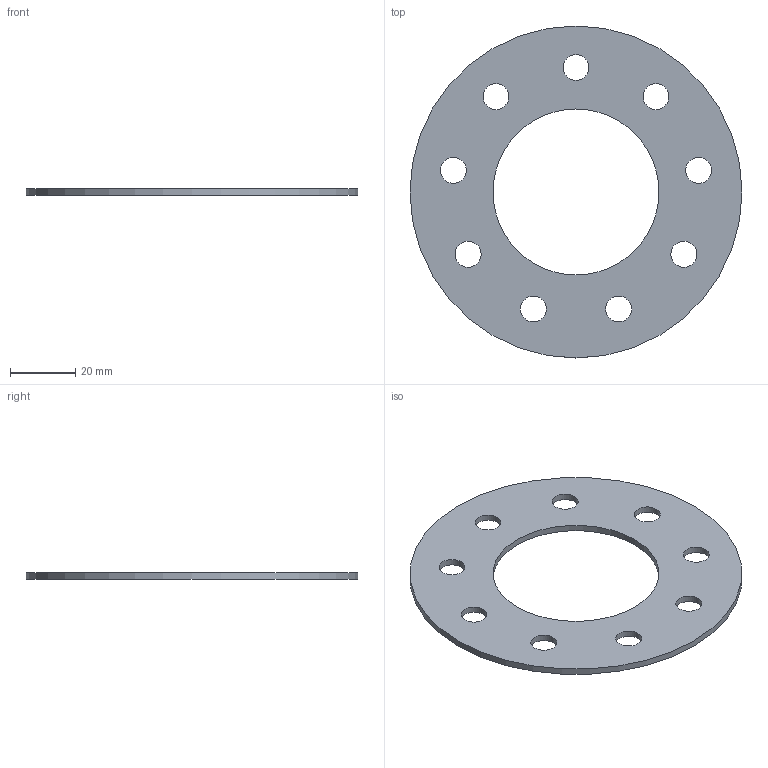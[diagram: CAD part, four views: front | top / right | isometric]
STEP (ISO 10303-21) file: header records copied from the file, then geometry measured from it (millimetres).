
FILE_DESCRIPTION(/* description */ (''),/* implementation_level */ '2;1');
FILE_NAME(/* name */ 'Spacer 1in - 2mm.step',/* time_stamp */ '2023-05-22T21:15:27-04:00',/* author */ (''),/* organization */ (''),/* preprocessor_version */ 'ST-DEVELOPER v19.2',/* originating_system */ 'Autodesk Translation Framework v12.4.0.73',/* authorisation */ '');
FILE_SCHEMA (('AUTOMOTIVE_DESIGN { 1 0 10303 214 3 1 1 }'));
Length unit declared in the file: millimetre
Products named in the file (1): Spacer 1in - 2mm
Bounding box: 101.6 x 101.6 x 2 mm (x, y, z)
Volume: 11270.3 mm3; surface area: 12676.7 mm2
Topology: 1 solids, 1 shells, 13 faces, 33 edges, 22 vertices
Faces by surface type: cylinder 11, plane 2
Full cylindrical faces by diameter (mm): 7.938 x9, 50.8 x1, 101.6 x1
Entity records: 482 total; most frequent: DIRECTION 83, CARTESIAN_POINT 69, ORIENTED_EDGE 66, AXIS2_PLACEMENT_3D 36, EDGE_LOOP 33, EDGE_CURVE 33, CIRCLE 22, VERTEX_POINT 22
